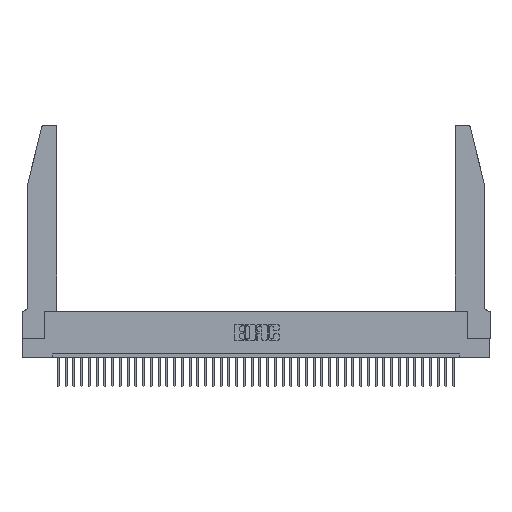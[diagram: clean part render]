
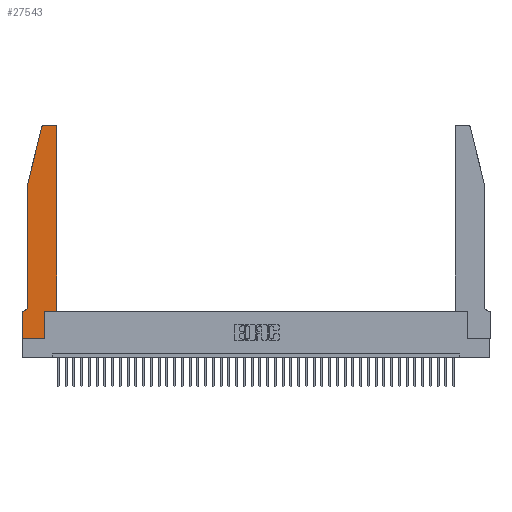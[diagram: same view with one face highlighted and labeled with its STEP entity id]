
A CAD part, top view. The second image highlights one B-rep face of the part: STEP entity #27543.
In plain terms, the highlighted planar face has unit normal (0, 0, 1).
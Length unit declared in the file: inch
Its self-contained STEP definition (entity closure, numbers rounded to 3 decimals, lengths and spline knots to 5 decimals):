
#895 = CARTESIAN_POINT ( 'NONE',  ( 0.25487, 2.72718, 0.37 ) ) ;
#899 = LINE ( 'NONE', #22350, #26198 ) ;
#1347 = VECTOR ( 'NONE', #33600, 39.37008 ) ;
#1550 = LINE ( 'NONE', #10842, #29858 ) ;
#1683 = EDGE_CURVE ( 'NONE', #26967, #33002, #5071, .T. ) ;
#1819 = DIRECTION ( 'NONE',  ( 0., 0., -1. ) ) ;
#2484 = AXIS2_PLACEMENT_3D ( 'NONE', #22746, #29897, #10252 ) ;
#2631 = ORIENTED_EDGE ( 'NONE', *, *, #26755, .T. ) ;
#3049 = VECTOR ( 'NONE', #39303, 39.37008 ) ;
#3267 = EDGE_LOOP ( 'NONE', ( #13259, #31522, #23241, #2631, #5028, #30431, #12657, #42033, #19897, #20182, #17409, #17955 ) ) ;
#3284 = DIRECTION ( 'NONE',  ( -1., 0., 0. ) ) ;
#4586 = VERTEX_POINT ( 'NONE', #10879 ) ;
#4787 = DIRECTION ( 'NONE',  ( 0., -1., 0. ) ) ;
#4836 = EDGE_CURVE ( 'NONE', #9172, #26474, #11446, .T. ) ;
#5028 = ORIENTED_EDGE ( 'NONE', *, *, #4836, .T. ) ;
#5071 = CIRCLE ( 'NONE', #2484, 0.03 ) ;
#5181 = AXIS2_PLACEMENT_3D ( 'NONE', #16431, #10109, #19743 ) ;
#5769 = VERTEX_POINT ( 'NONE', #40731 ) ;
#5886 = CARTESIAN_POINT ( 'NONE',  ( 0., 0.35, 0.37 ) ) ;
#7225 = VECTOR ( 'NONE', #18566, 39.37008 ) ;
#8639 = PLANE ( 'NONE',  #27015 ) ;
#8709 = VERTEX_POINT ( 'NONE', #17322 ) ;
#9069 = VERTEX_POINT ( 'NONE', #23154 ) ;
#9172 = VERTEX_POINT ( 'NONE', #41853 ) ;
#9653 = EDGE_CURVE ( 'NONE', #26474, #37278, #899, .T. ) ;
#10082 = CARTESIAN_POINT ( 'NONE',  ( 0.0055, 0.35, 0.37 ) ) ;
#10109 = DIRECTION ( 'NONE',  ( 0., 0., 1. ) ) ;
#10252 = DIRECTION ( 'NONE',  ( 1., 0., 0. ) ) ;
#10842 = CARTESIAN_POINT ( 'NONE',  ( 0., 0., 0.37 ) ) ;
#10879 = CARTESIAN_POINT ( 'NONE',  ( 0., 0., 0.37 ) ) ;
#11446 = CIRCLE ( 'NONE', #26498, 0.07 ) ;
#12572 = VERTEX_POINT ( 'NONE', #895 ) ;
#12657 = ORIENTED_EDGE ( 'NONE', *, *, #22814, .T. ) ;
#12703 = CARTESIAN_POINT ( 'NONE',  ( 0.4505, 0.35, 0.37 ) ) ;
#13259 = ORIENTED_EDGE ( 'NONE', *, *, #21076, .T. ) ;
#14080 = VERTEX_POINT ( 'NONE', #12703 ) ;
#14252 = EDGE_CURVE ( 'NONE', #31899, #14080, #18044, .T. ) ;
#14587 = CARTESIAN_POINT ( 'NONE',  ( 0.2605, 2.75, 0.37 ) ) ;
#15092 = DIRECTION ( 'NONE',  ( 0., 0., 1. ) ) ;
#16074 = LINE ( 'NONE', #33735, #27816 ) ;
#16385 = LINE ( 'NONE', #14587, #29710 ) ;
#16431 = CARTESIAN_POINT ( 'NONE',  ( 0.284, 2.72, 0.37 ) ) ;
#16962 = CARTESIAN_POINT ( 'NONE',  ( 0.4205, 2.75, 0.37 ) ) ;
#17322 = CARTESIAN_POINT ( 'NONE',  ( 0.2865, 0., 0.37 ) ) ;
#17409 = ORIENTED_EDGE ( 'NONE', *, *, #40417, .T. ) ;
#17851 = LINE ( 'NONE', #36063, #1347 ) ;
#17955 = ORIENTED_EDGE ( 'NONE', *, *, #1683, .T. ) ;
#18044 = LINE ( 'NONE', #38333, #7225 ) ;
#18566 = DIRECTION ( 'NONE',  ( 1., 0., 0. ) ) ;
#19169 = LINE ( 'NONE', #36139, #42245 ) ;
#19743 = DIRECTION ( 'NONE',  ( 1., 0., 0. ) ) ;
#19897 = ORIENTED_EDGE ( 'NONE', *, *, #39679, .T. ) ;
#20182 = ORIENTED_EDGE ( 'NONE', *, *, #14252, .T. ) ;
#21076 = EDGE_CURVE ( 'NONE', #33002, #9069, #16385, .T. ) ;
#21409 = DIRECTION ( 'NONE',  ( -1., 0., 0. ) ) ;
#21490 = DIRECTION ( 'NONE',  ( -1., 0., 0. ) ) ;
#21578 = DIRECTION ( 'NONE',  ( 1., 0., 0. ) ) ;
#21651 = VECTOR ( 'NONE', #22450, 39.37008 ) ;
#21735 = DIRECTION ( 'NONE',  ( -0.239, -0.971, 0. ) ) ;
#22350 = CARTESIAN_POINT ( 'NONE',  ( 0.0755, 0.35, 0.37 ) ) ;
#22450 = DIRECTION ( 'NONE',  ( 0., 1., 0. ) ) ;
#22746 = CARTESIAN_POINT ( 'NONE',  ( 0.4205, 2.72, 0.37 ) ) ;
#22814 = EDGE_CURVE ( 'NONE', #37278, #4586, #17851, .T. ) ;
#23154 = CARTESIAN_POINT ( 'NONE',  ( 0.284, 2.75, 0.37 ) ) ;
#23241 = ORIENTED_EDGE ( 'NONE', *, *, #26719, .T. ) ;
#24154 = FACE_OUTER_BOUND ( 'NONE', #3267, .T. ) ;
#26198 = VECTOR ( 'NONE', #3284, 39.37008 ) ;
#26474 = VERTEX_POINT ( 'NONE', #10082 ) ;
#26498 = AXIS2_PLACEMENT_3D ( 'NONE', #41037, #1819, #21409 ) ;
#26719 = EDGE_CURVE ( 'NONE', #12572, #5769, #16074, .T. ) ;
#26755 = EDGE_CURVE ( 'NONE', #5769, #9172, #19169, .T. ) ;
#26967 = VERTEX_POINT ( 'NONE', #28366 ) ;
#27015 = AXIS2_PLACEMENT_3D ( 'NONE', #34877, #15092, #21578 ) ;
#27041 = EDGE_CURVE ( 'NONE', #4586, #8709, #1550, .T. ) ;
#27543 = ADVANCED_FACE ( 'NONE', ( #24154 ), #8639, .T. ) ;
#27816 = VECTOR ( 'NONE', #21735, 39.37008 ) ;
#28366 = CARTESIAN_POINT ( 'NONE',  ( 0.4505, 2.72, 0.37 ) ) ;
#29710 = VECTOR ( 'NONE', #21490, 39.37008 ) ;
#29817 = LINE ( 'NONE', #35321, #21651 ) ;
#29858 = VECTOR ( 'NONE', #37462, 39.37008 ) ;
#29897 = DIRECTION ( 'NONE',  ( 0., 0., 1. ) ) ;
#30431 = ORIENTED_EDGE ( 'NONE', *, *, #9653, .T. ) ;
#31522 = ORIENTED_EDGE ( 'NONE', *, *, #32847, .T. ) ;
#31899 = VERTEX_POINT ( 'NONE', #42303 ) ;
#32847 = EDGE_CURVE ( 'NONE', #9069, #12572, #32922, .T. ) ;
#32922 = CIRCLE ( 'NONE', #5181, 0.03 ) ;
#33002 = VERTEX_POINT ( 'NONE', #16962 ) ;
#33600 = DIRECTION ( 'NONE',  ( 0., -1., 0. ) ) ;
#33735 = CARTESIAN_POINT ( 'NONE',  ( 0.0755, 2., 0.37 ) ) ;
#34877 = CARTESIAN_POINT ( 'NONE',  ( 0., 0.35, 0.37 ) ) ;
#35321 = CARTESIAN_POINT ( 'NONE',  ( 0.2865, 0.35, 0.37 ) ) ;
#36063 = CARTESIAN_POINT ( 'NONE',  ( 0., 0., 0.37 ) ) ;
#36139 = CARTESIAN_POINT ( 'NONE',  ( 0.0755, 2., 0.37 ) ) ;
#36351 = LINE ( 'NONE', #36366, #3049 ) ;
#36366 = CARTESIAN_POINT ( 'NONE',  ( 0.4505, 0.35, 0.37 ) ) ;
#37278 = VERTEX_POINT ( 'NONE', #5886 ) ;
#37462 = DIRECTION ( 'NONE',  ( 1., 0., 0. ) ) ;
#38333 = CARTESIAN_POINT ( 'NONE',  ( 0.4505, 0.35, 0.37 ) ) ;
#39303 = DIRECTION ( 'NONE',  ( 0., 1., 0. ) ) ;
#39679 = EDGE_CURVE ( 'NONE', #8709, #31899, #29817, .T. ) ;
#40417 = EDGE_CURVE ( 'NONE', #14080, #26967, #36351, .T. ) ;
#40731 = CARTESIAN_POINT ( 'NONE',  ( 0.0755, 2., 0.37 ) ) ;
#41037 = CARTESIAN_POINT ( 'NONE',  ( 0.0055, 0.42, 0.37 ) ) ;
#41853 = CARTESIAN_POINT ( 'NONE',  ( 0.0755, 0.42, 0.37 ) ) ;
#42033 = ORIENTED_EDGE ( 'NONE', *, *, #27041, .T. ) ;
#42245 = VECTOR ( 'NONE', #4787, 39.37008 ) ;
#42303 = CARTESIAN_POINT ( 'NONE',  ( 0.2865, 0.35, 0.37 ) ) ;
